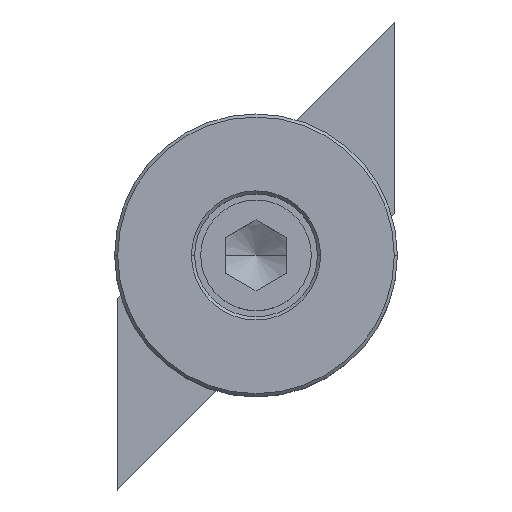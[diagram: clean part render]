
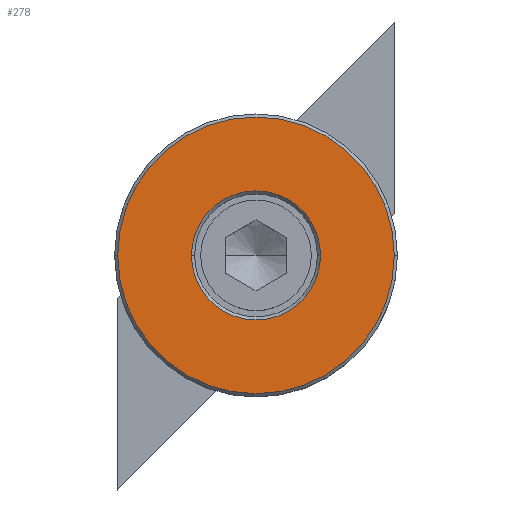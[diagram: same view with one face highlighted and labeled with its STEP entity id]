
A CAD part, top view. The second image highlights one B-rep face of the part: STEP entity #278.
In plain terms, the highlighted planar face has unit normal (0, 0, 1).
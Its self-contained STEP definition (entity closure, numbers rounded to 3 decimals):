
#278=ADVANCED_FACE('',(#783,#784),#785,.T.);
#384=EDGE_CURVE('',#572,#554,#897,.T.);
#458=EDGE_CURVE('',#744,#636,#976,.T.);
#472=EDGE_CURVE('',#636,#744,#990,.T.);
#554=VERTEX_POINT('',#1078);
#572=VERTEX_POINT('',#1097);
#636=VERTEX_POINT('',#1173);
#668=EDGE_CURVE('',#554,#572,#1209,.T.);
#744=VERTEX_POINT('',#1305);
#783=FACE_BOUND('',#1337,.T.);
#784=FACE_OUTER_BOUND('',#1338,.T.);
#785=PLANE('',#1339);
#897=CIRCLE('',#1522,10.5);
#976=CIRCLE('',#1648,22.5);
#990=CIRCLE('',#1667,22.5);
#1078=CARTESIAN_POINT('',(-10.5,0.,25.0));
#1097=CARTESIAN_POINT('',(10.5,0.,25.0));
#1173=CARTESIAN_POINT('',(-22.5,0.,25.0));
#1209=CIRCLE('',#1989,10.5);
#1305=CARTESIAN_POINT('',(22.5,0.,25.0));
#1337=EDGE_LOOP('',(#2159,#2160));
#1338=EDGE_LOOP('',(#2161,#2162));
#1339=AXIS2_PLACEMENT_3D('',#2163,#2164,#2165);
#1522=AXIS2_PLACEMENT_3D('',#2264,#2265,#2266);
#1648=AXIS2_PLACEMENT_3D('',#2336,#2337,#2338);
#1667=AXIS2_PLACEMENT_3D('',#2351,#2352,#2353);
#1989=AXIS2_PLACEMENT_3D('',#2602,#2603,#2604);
#2159=ORIENTED_EDGE('',*,*,#384,.T.);
#2160=ORIENTED_EDGE('',*,*,#668,.T.);
#2161=ORIENTED_EDGE('',*,*,#458,.T.);
#2162=ORIENTED_EDGE('',*,*,#472,.T.);
#2163=CARTESIAN_POINT('',(11.25,0.,25.0));
#2164=DIRECTION('',(0.0,0.0,1.0));
#2165=DIRECTION('',(1.0,0.,0.0));
#2264=CARTESIAN_POINT('',(0.,0.0,25.0));
#2265=DIRECTION('',(0.0,0.0,-1.0));
#2266=DIRECTION('',(1.0,0.,0.0));
#2336=CARTESIAN_POINT('',(0.,0.0,25.0));
#2337=DIRECTION('',(0.0,-0.0,1.0));
#2338=DIRECTION('',(1.0,0.,0.0));
#2351=CARTESIAN_POINT('',(0.,0.0,25.0));
#2352=DIRECTION('',(0.0,-0.0,1.0));
#2353=DIRECTION('',(1.0,0.,0.0));
#2602=CARTESIAN_POINT('',(0.,0.0,25.0));
#2603=DIRECTION('',(0.0,0.0,-1.0));
#2604=DIRECTION('',(1.0,0.,0.0));
